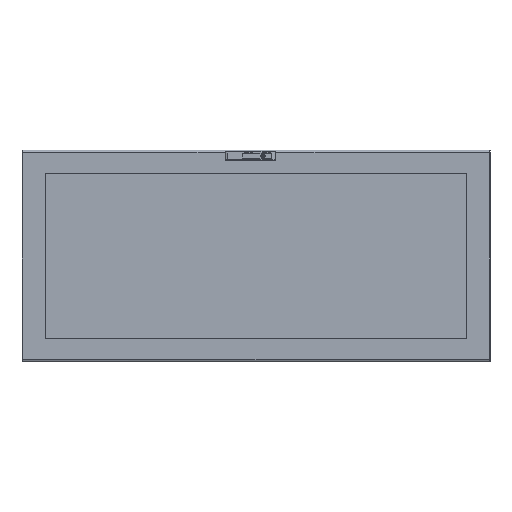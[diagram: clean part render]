
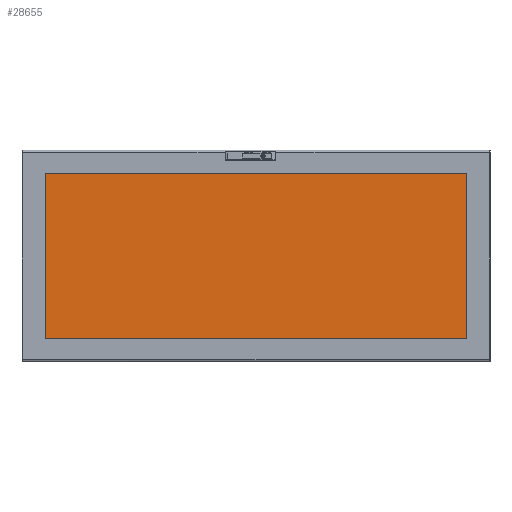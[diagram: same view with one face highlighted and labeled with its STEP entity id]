
A CAD part, top view. The second image highlights one B-rep face of the part: STEP entity #28655.
In plain terms, the highlighted planar face has unit normal (0, 0, 1).
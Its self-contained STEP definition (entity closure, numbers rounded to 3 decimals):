
#5976 = DIRECTION ( 'NONE',  ( 1., 0., 0. ) ) ;
#5980 = CARTESIAN_POINT ( 'NONE',  ( -810., -330., 4. ) ) ;
#6376 = DIRECTION ( 'NONE',  ( -1., 0., 0. ) ) ;
#6388 = CARTESIAN_POINT ( 'NONE',  ( -810., 330., 4. ) ) ;
#6884 = DIRECTION ( 'NONE',  ( 0., -1., 0. ) ) ;
#6888 = CARTESIAN_POINT ( 'NONE',  ( -810., 330., 4. ) ) ;
#6957 = DIRECTION ( 'NONE',  ( 0., 1., 0. ) ) ;
#6960 = CARTESIAN_POINT ( 'NONE',  ( 810., 330., 4. ) ) ;
#17652 = AXIS2_PLACEMENT_3D ( 'NONE', #51949, #51817, #51801 ) ;
#20327 = VERTEX_POINT ( 'NONE', #47750 ) ;
#20328 = VERTEX_POINT ( 'NONE', #47858 ) ;
#20336 = VERTEX_POINT ( 'NONE', #47856 ) ;
#20342 = VERTEX_POINT ( 'NONE', #47957 ) ;
#28655 = ADVANCED_FACE ( 'NONE', ( #41711 ), #51807, .T. ) ;
#41711 = FACE_OUTER_BOUND ( 'NONE', #55267, .T. ) ;
#45059 = ORIENTED_EDGE ( 'NONE', *, *, #62050, .T. ) ;
#45060 = ORIENTED_EDGE ( 'NONE', *, *, #62210, .T. ) ;
#45061 = ORIENTED_EDGE ( 'NONE', *, *, #62165, .T. ) ;
#45062 = ORIENTED_EDGE ( 'NONE', *, *, #62175, .T. ) ;
#47750 = CARTESIAN_POINT ( 'NONE',  ( 810., 330., 4. ) ) ;
#47856 = CARTESIAN_POINT ( 'NONE',  ( -810., 330., 4. ) ) ;
#47858 = CARTESIAN_POINT ( 'NONE',  ( -810., -330., 4. ) ) ;
#47957 = CARTESIAN_POINT ( 'NONE',  ( 810., -330., 4. ) ) ;
#51801 = DIRECTION ( 'NONE',  ( 1., 0., 0. ) ) ;
#51807 = PLANE ( 'NONE',  #17652 ) ;
#51817 = DIRECTION ( 'NONE',  ( 0., 0., 1. ) ) ;
#51949 = CARTESIAN_POINT ( 'NONE',  ( -810., -330., 4. ) ) ;
#53661 = VECTOR ( 'NONE', #5976, 1000. ) ;
#53667 = LINE ( 'NONE', #5980, #53661 ) ;
#53698 = LINE ( 'NONE', #6388, #53705 ) ;
#53700 = VECTOR ( 'NONE', #6957, 1000. ) ;
#53701 = LINE ( 'NONE', #6960, #53700 ) ;
#53705 = VECTOR ( 'NONE', #6376, 1000. ) ;
#53847 = VECTOR ( 'NONE', #6884, 1000. ) ;
#53848 = LINE ( 'NONE', #6888, #53847 ) ;
#55267 = EDGE_LOOP ( 'NONE', ( #45059, #45060, #45061, #45062 ) ) ;
#62050 = EDGE_CURVE ( 'NONE', #20336, #20328, #53848, .T. ) ;
#62165 = EDGE_CURVE ( 'NONE', #20342, #20327, #53701, .T. ) ;
#62175 = EDGE_CURVE ( 'NONE', #20327, #20336, #53698, .T. ) ;
#62210 = EDGE_CURVE ( 'NONE', #20328, #20342, #53667, .T. ) ;
